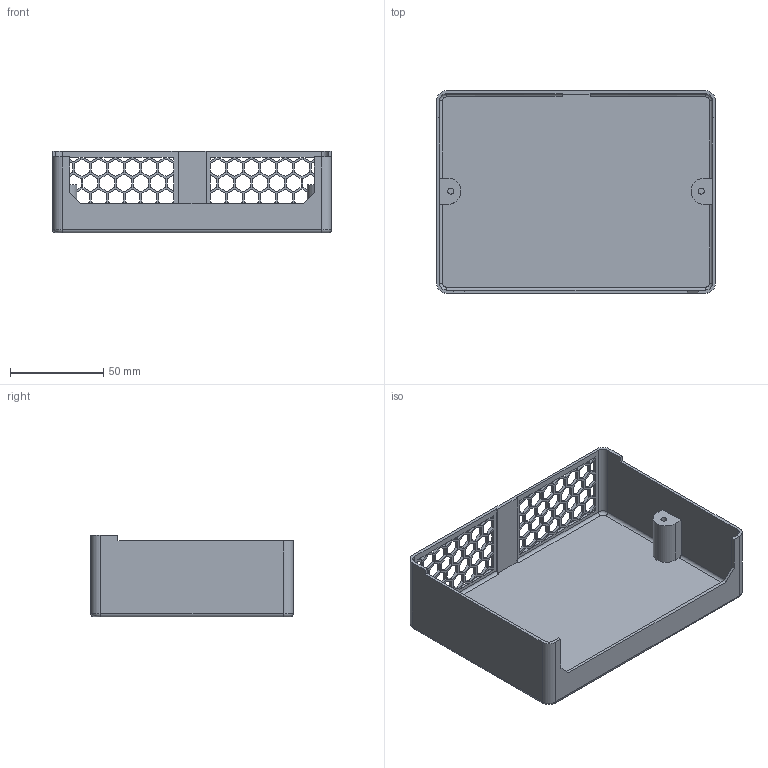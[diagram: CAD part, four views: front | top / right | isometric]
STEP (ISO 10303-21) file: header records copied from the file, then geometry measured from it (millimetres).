
FILE_DESCRIPTION(/* description */ (''),/* implementation_level */ '2;1');
FILE_NAME(/* name */ '',/* time_stamp */ '2025-06-16T22:06:06+03:00',/* author */ (''),/* organization */ (''),/* preprocessor_version */ 'ST-DEVELOPER v20.1',/* originating_system */ 'Autodesk Translation Framework v14.10.0.0',/* authorisation */ '');
FILE_SCHEMA (('AUTOMOTIVE_DESIGN { 1 0 10303 214 3 1 1 }'));
Length unit declared in the file: millimetre
Products named in the file (1): Крышка
Bounding box: 149.2 x 108.2 x 43.6 mm (x, y, z)
Volume: 54147.7 mm3; surface area: 64456 mm2
Topology: 1 solids, 1 shells, 473 faces, 1383 edges, 916 vertices
Faces by surface type: plane 440, cylinder 25, torus 8
Full cylindrical faces by diameter (mm): 3.2 x2, 6.2 x2
Entity records: 15749 total; most frequent: CARTESIAN_POINT 2773, ORIENTED_EDGE 2766, DIRECTION 2391, EDGE_CURVE 1383, LINE 1323, VECTOR 1323, VERTEX_POINT 916, EDGE_LOOP 645
